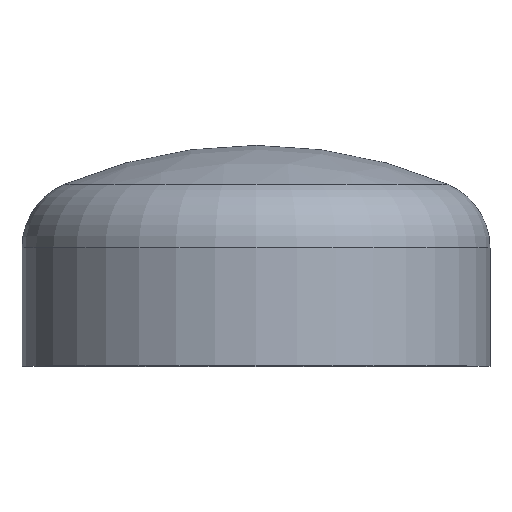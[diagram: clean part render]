
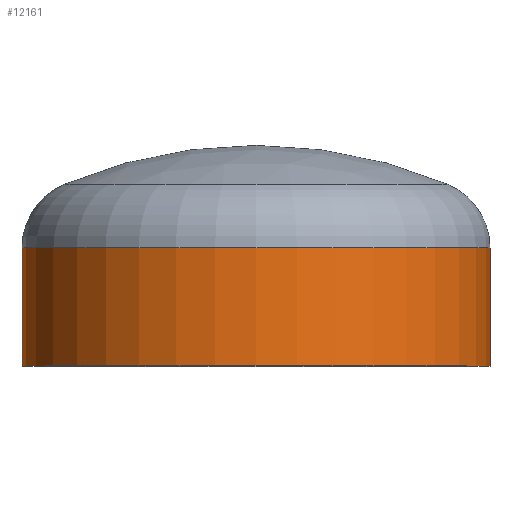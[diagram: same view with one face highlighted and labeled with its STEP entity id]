
A CAD part, top view. The second image highlights one B-rep face of the part: STEP entity #12161.
In plain terms, the highlighted cylindrical face has radius 21.2 mm (diameter 42.4 mm), a partial arc.
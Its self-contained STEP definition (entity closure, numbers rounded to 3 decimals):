
#60 = EDGE_CURVE ( 'NONE', #13195, #2131, #6977, .T. ) ;
#570 = CARTESIAN_POINT ( 'NONE',  ( 0., 0., 0. ) ) ;
#600 = EDGE_CURVE ( 'NONE', #12958, #13195, #6792, .T. ) ;
#767 = DIRECTION ( 'NONE',  ( -1., 0., 0. ) ) ;
#866 = CARTESIAN_POINT ( 'NONE',  ( 0., 10.705, 0. ) ) ;
#1048 = CARTESIAN_POINT ( 'NONE',  ( 0., 20., 0. ) ) ;
#1093 = DIRECTION ( 'NONE',  ( 0., 1., 0. ) ) ;
#1392 = AXIS2_PLACEMENT_3D ( 'NONE', #570, #6235, #8565 ) ;
#2131 = VERTEX_POINT ( 'NONE', #5806 ) ;
#2591 = EDGE_LOOP ( 'NONE', ( #3824, #2670, #12775, #12189 ) ) ;
#2670 = ORIENTED_EDGE ( 'NONE', *, *, #60, .T. ) ;
#3824 = ORIENTED_EDGE ( 'NONE', *, *, #600, .T. ) ;
#4966 = CARTESIAN_POINT ( 'NONE',  ( -21.2, 20., 0. ) ) ;
#5012 = VECTOR ( 'NONE', #10476, 1000. ) ;
#5030 = LINE ( 'NONE', #4966, #10646 ) ;
#5806 = CARTESIAN_POINT ( 'NONE',  ( 21.2, 10.705, 0. ) ) ;
#6113 = DIRECTION ( 'NONE',  ( 0., 1., 0. ) ) ;
#6235 = DIRECTION ( 'NONE',  ( 0., 1., 0. ) ) ;
#6792 = CIRCLE ( 'NONE', #1392, 21.2 ) ;
#6977 = LINE ( 'NONE', #12867, #5012 ) ;
#7138 = CIRCLE ( 'NONE', #13820, 21.2 ) ;
#7195 = VERTEX_POINT ( 'NONE', #14089 ) ;
#8565 = DIRECTION ( 'NONE',  ( -1., 0., 0. ) ) ;
#9975 = DIRECTION ( 'NONE',  ( 0., 1., 0. ) ) ;
#10476 = DIRECTION ( 'NONE',  ( 0., 1., 0. ) ) ;
#10646 = VECTOR ( 'NONE', #6113, 1000. ) ;
#10924 = EDGE_CURVE ( 'NONE', #12958, #7195, #5030, .T. ) ;
#11255 = DIRECTION ( 'NONE',  ( -1., 0., 0. ) ) ;
#11723 = CARTESIAN_POINT ( 'NONE',  ( -21.2, 0., 0. ) ) ;
#12048 = FACE_OUTER_BOUND ( 'NONE', #2591, .T. ) ;
#12065 = AXIS2_PLACEMENT_3D ( 'NONE', #1048, #1093, #11255 ) ;
#12161 = ADVANCED_FACE ( 'NONE', ( #12048 ), #14414, .T. ) ;
#12189 = ORIENTED_EDGE ( 'NONE', *, *, #10924, .F. ) ;
#12775 = ORIENTED_EDGE ( 'NONE', *, *, #12849, .F. ) ;
#12849 = EDGE_CURVE ( 'NONE', #7195, #2131, #7138, .T. ) ;
#12867 = CARTESIAN_POINT ( 'NONE',  ( 21.2, 20., 0. ) ) ;
#12958 = VERTEX_POINT ( 'NONE', #11723 ) ;
#13195 = VERTEX_POINT ( 'NONE', #13378 ) ;
#13378 = CARTESIAN_POINT ( 'NONE',  ( 21.2, 0., 0. ) ) ;
#13820 = AXIS2_PLACEMENT_3D ( 'NONE', #866, #9975, #767 ) ;
#14089 = CARTESIAN_POINT ( 'NONE',  ( -21.2, 10.705, 0. ) ) ;
#14414 = CYLINDRICAL_SURFACE ( 'NONE', #12065, 21.2 ) ;
